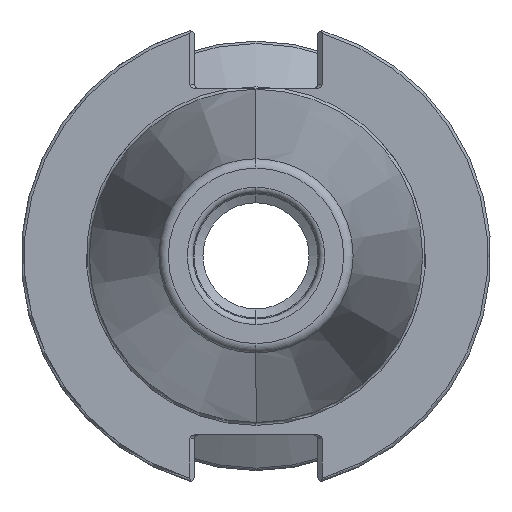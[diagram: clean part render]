
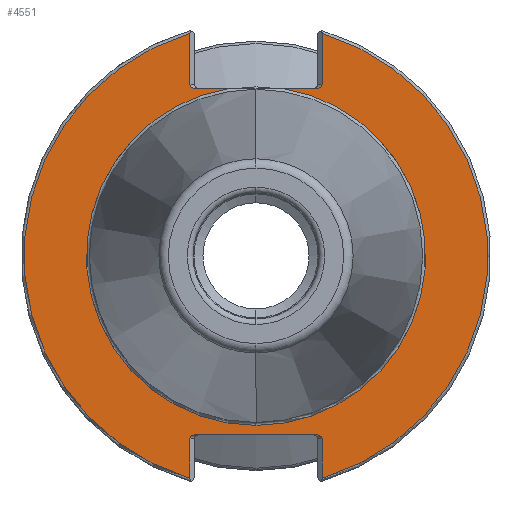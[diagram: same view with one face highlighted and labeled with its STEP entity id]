
A CAD part, left-side view. The second image highlights one B-rep face of the part: STEP entity #4551.
In plain terms, the highlighted planar face has unit normal (-1, 0, 0).
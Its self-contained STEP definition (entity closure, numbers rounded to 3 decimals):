
#80 = CARTESIAN_POINT ( 'NONE',  ( 3.175, -13.85, 35.431 ) ) ;
#160 = VERTEX_POINT ( 'NONE', #1320 ) ;
#165 = CARTESIAN_POINT ( 'NONE',  ( 3.175, -13.381, -37.5 ) ) ;
#188 = DIRECTION ( 'NONE',  ( -1., 0., 0. ) ) ;
#192 =( BOUNDED_CURVE ( )  B_SPLINE_CURVE ( 3, ( #3231, #165, #2378, #5398 ),
 .UNSPECIFIED., .F., .T. ) 
 B_SPLINE_CURVE_WITH_KNOTS ( ( 4, 4 ),
 ( 4.712, 6.283 ),
 .UNSPECIFIED. ) 
 CURVE ( )  GEOMETRIC_REPRESENTATION_ITEM ( )  RATIONAL_B_SPLINE_CURVE ( ( 1., 0.805, 0.805, 1. ) ) 
 REPRESENTATION_ITEM ( '' )  );
#346 = CARTESIAN_POINT ( 'NONE',  ( 3.175, 5.479, 35.1 ) ) ;
#356 = EDGE_CURVE ( 'NONE', #1233, #5397, #3498, .T. ) ;
#383 = ORIENTED_EDGE ( 'NONE', *, *, #3450, .T. ) ;
#460 = CARTESIAN_POINT ( 'NONE',  ( 3.175, -13.85, -49.212 ) ) ;
#479 = VECTOR ( 'NONE', #4769, 1000. ) ;
#502 = CARTESIAN_POINT ( 'NONE',  ( 3.175, 12.719, 35.1 ) ) ;
#547 = CARTESIAN_POINT ( 'NONE',  ( 3.175, -13.85, -38.3 ) ) ;
#584 = CARTESIAN_POINT ( 'NONE',  ( 3.175, 13.85, -38.3 ) ) ;
#591 = ORIENTED_EDGE ( 'NONE', *, *, #356, .T. ) ;
#625 = CARTESIAN_POINT ( 'NONE',  ( 3.175, 0., 0. ) ) ;
#713 = ORIENTED_EDGE ( 'NONE', *, *, #2027, .T. ) ;
#729 = VERTEX_POINT ( 'NONE', #3152 ) ;
#780 = ORIENTED_EDGE ( 'NONE', *, *, #4640, .F. ) ;
#804 = DIRECTION ( 'NONE',  ( 0., 0., -1. ) ) ;
#956 = LINE ( 'NONE', #5341, #2122 ) ;
#967 = VECTOR ( 'NONE', #2295, 1000. ) ;
#1000 =( BOUNDED_CURVE ( )  B_SPLINE_CURVE ( 3, ( #4878, #80, #1410, #4463 ),
 .UNSPECIFIED., .F., .F. ) 
 B_SPLINE_CURVE_WITH_KNOTS ( ( 4, 4 ),
 ( 3.142, 4.712 ),
 .UNSPECIFIED. ) 
 CURVE ( )  GEOMETRIC_REPRESENTATION_ITEM ( )  RATIONAL_B_SPLINE_CURVE ( ( 1., 0.805, 0.805, 1. ) ) 
 REPRESENTATION_ITEM ( '' )  );
#1049 = DIRECTION ( 'NONE',  ( 0., 0., 1. ) ) ;
#1090 = AXIS2_PLACEMENT_3D ( 'NONE', #2970, #3417, #804 ) ;
#1140 = VERTEX_POINT ( 'NONE', #2598 ) ;
#1233 = VERTEX_POINT ( 'NONE', #3488 ) ;
#1234 = LINE ( 'NONE', #1851, #967 ) ;
#1262 = ORIENTED_EDGE ( 'NONE', *, *, #4751, .T. ) ;
#1276 = CARTESIAN_POINT ( 'NONE',  ( 3.175, 12.719, -37.5 ) ) ;
#1319 =( BOUNDED_CURVE ( )  B_SPLINE_CURVE ( 3, ( #502, #3105, #4430, #1810 ),
 .UNSPECIFIED., .F., .F. ) 
 B_SPLINE_CURVE_WITH_KNOTS ( ( 4, 4 ),
 ( 4.712, 6.283 ),
 .UNSPECIFIED. ) 
 CURVE ( )  GEOMETRIC_REPRESENTATION_ITEM ( )  RATIONAL_B_SPLINE_CURVE ( ( 1., 0.805, 0.805, 1. ) ) 
 REPRESENTATION_ITEM ( '' )  );
#1320 = CARTESIAN_POINT ( 'NONE',  ( 3.175, 12.719, 35.1 ) ) ;
#1333 = CARTESIAN_POINT ( 'NONE',  ( 3.175, 13.85, 35.9 ) ) ;
#1369 = CARTESIAN_POINT ( 'NONE',  ( 3.175, -13.85, -37.5 ) ) ;
#1406 = DIRECTION ( 'NONE',  ( 0., 0., 1. ) ) ;
#1410 = CARTESIAN_POINT ( 'NONE',  ( 3.175, -13.381, 35.1 ) ) ;
#1465 = CARTESIAN_POINT ( 'NONE',  ( 3.175, 0., 0. ) ) ;
#1487 = ORIENTED_EDGE ( 'NONE', *, *, #3266, .T. ) ;
#1492 = VERTEX_POINT ( 'NONE', #584 ) ;
#1769 = LINE ( 'NONE', #5198, #479 ) ;
#1774 = ORIENTED_EDGE ( 'NONE', *, *, #4381, .F. ) ;
#1776 = VECTOR ( 'NONE', #2169, 1000. ) ;
#1806 = VERTEX_POINT ( 'NONE', #2666 ) ;
#1810 = CARTESIAN_POINT ( 'NONE',  ( 3.175, 13.85, 35.9 ) ) ;
#1851 = CARTESIAN_POINT ( 'NONE',  ( 3.175, 13.85, -49.212 ) ) ;
#1857 = CARTESIAN_POINT ( 'NONE',  ( 3.175, 13.85, -38.3 ) ) ;
#1993 = LINE ( 'NONE', #460, #5307 ) ;
#2027 = EDGE_CURVE ( 'NONE', #5397, #1492, #1234, .T. ) ;
#2029 = CARTESIAN_POINT ( 'NONE',  ( 3.175, 0., 0. ) ) ;
#2122 = VECTOR ( 'NONE', #2316, 1000. ) ;
#2129 = VECTOR ( 'NONE', #5591, 1000. ) ;
#2169 = DIRECTION ( 'NONE',  ( 0., 1., 0. ) ) ;
#2190 = FACE_OUTER_BOUND ( 'NONE', #4008, .T. ) ;
#2295 = DIRECTION ( 'NONE',  ( 0., 0., 1. ) ) ;
#2316 = DIRECTION ( 'NONE',  ( 0., 1., 0. ) ) ;
#2319 = CARTESIAN_POINT ( 'NONE',  ( 3.175, 12.719, -37.5 ) ) ;
#2378 = CARTESIAN_POINT ( 'NONE',  ( 3.175, -13.85, -37.831 ) ) ;
#2427 = ORIENTED_EDGE ( 'NONE', *, *, #3015, .F. ) ;
#2450 = AXIS2_PLACEMENT_3D ( 'NONE', #1465, #4006, #1406 ) ;
#2469 = CARTESIAN_POINT ( 'NONE',  ( 3.175, 13.85, -46.598 ) ) ;
#2478 = DIRECTION ( 'NONE',  ( 0., 0., 1. ) ) ;
#2500 = VERTEX_POINT ( 'NONE', #547 ) ;
#2598 = CARTESIAN_POINT ( 'NONE',  ( 3.175, -12.719, 35.1 ) ) ;
#2665 = VERTEX_POINT ( 'NONE', #4110 ) ;
#2666 = CARTESIAN_POINT ( 'NONE',  ( 3.175, -13.85, 35.9 ) ) ;
#2779 = VERTEX_POINT ( 'NONE', #5074 ) ;
#2796 = ORIENTED_EDGE ( 'NONE', *, *, #4199, .T. ) ;
#2907 = EDGE_CURVE ( 'NONE', #4855, #2779, #3150, .T. ) ;
#2932 = LINE ( 'NONE', #3334, #1776 ) ;
#2970 = CARTESIAN_POINT ( 'NONE',  ( 3.175, 35.525, 0. ) ) ;
#3015 = EDGE_CURVE ( 'NONE', #729, #2665, #4789, .T. ) ;
#3070 = DIRECTION ( 'NONE',  ( 0., 0., 1. ) ) ;
#3105 = CARTESIAN_POINT ( 'NONE',  ( 3.175, 13.381, 35.1 ) ) ;
#3150 = CIRCLE ( 'NONE', #2450, 48.612 ) ;
#3152 = CARTESIAN_POINT ( 'NONE',  ( 3.175, 0., -35.525 ) ) ;
#3231 = CARTESIAN_POINT ( 'NONE',  ( 3.175, -12.719, -37.5 ) ) ;
#3249 = CARTESIAN_POINT ( 'NONE',  ( 3.175, 0., 0. ) ) ;
#3266 = EDGE_CURVE ( 'NONE', #5575, #3738, #4378, .T. ) ;
#3283 = LINE ( 'NONE', #4741, #2129 ) ;
#3334 = CARTESIAN_POINT ( 'NONE',  ( 3.175, 35.525, 35.1 ) ) ;
#3376 = EDGE_CURVE ( 'NONE', #1492, #5575, #4152, .T. ) ;
#3417 = DIRECTION ( 'NONE',  ( 1., 0., 0. ) ) ;
#3450 = EDGE_CURVE ( 'NONE', #3738, #2500, #192, .T. ) ;
#3488 = CARTESIAN_POINT ( 'NONE',  ( 3.175, 13.85, 46.598 ) ) ;
#3498 = CIRCLE ( 'NONE', #5279, 48.612 ) ;
#3528 = EDGE_CURVE ( 'NONE', #1806, #2779, #3283, .T. ) ;
#3600 = CARTESIAN_POINT ( 'NONE',  ( 3.175, 13.85, -37.831 ) ) ;
#3622 = EDGE_CURVE ( 'NONE', #4855, #2500, #1993, .T. ) ;
#3632 = VERTEX_POINT ( 'NONE', #1333 ) ;
#3660 = DIRECTION ( 'NONE',  ( -1., 0., 0. ) ) ;
#3669 = CARTESIAN_POINT ( 'NONE',  ( 3.175, -13.85, -46.598 ) ) ;
#3710 = EDGE_CURVE ( 'NONE', #1806, #1140, #1000, .T. ) ;
#3738 = VERTEX_POINT ( 'NONE', #5337 ) ;
#3830 = AXIS2_PLACEMENT_3D ( 'NONE', #2029, #5068, #2478 ) ;
#3947 = ORIENTED_EDGE ( 'NONE', *, *, #2907, .T. ) ;
#3960 = ORIENTED_EDGE ( 'NONE', *, *, #3972, .T. ) ;
#3972 = EDGE_CURVE ( 'NONE', #5488, #160, #2932, .T. ) ;
#4006 = DIRECTION ( 'NONE',  ( -1., 0., 0. ) ) ;
#4008 = EDGE_LOOP ( 'NONE', ( #713, #5218, #1487, #383, #4354, #3947, #4099, #4499, #2796, #2427, #1774, #3960, #1262, #780, #591 ) ) ;
#4099 = ORIENTED_EDGE ( 'NONE', *, *, #3528, .F. ) ;
#4110 = CARTESIAN_POINT ( 'NONE',  ( 3.175, -5.479, 35.1 ) ) ;
#4152 =( BOUNDED_CURVE ( )  B_SPLINE_CURVE ( 3, ( #1857, #3600, #4918, #2319 ),
 .UNSPECIFIED., .F., .F. ) 
 B_SPLINE_CURVE_WITH_KNOTS ( ( 4, 4 ),
 ( 3.142, 4.712 ),
 .UNSPECIFIED. ) 
 CURVE ( )  GEOMETRIC_REPRESENTATION_ITEM ( )  RATIONAL_B_SPLINE_CURVE ( ( 1., 0.805, 0.805, 1. ) ) 
 REPRESENTATION_ITEM ( '' )  );
#4199 = EDGE_CURVE ( 'NONE', #1140, #2665, #956, .T. ) ;
#4354 = ORIENTED_EDGE ( 'NONE', *, *, #3622, .F. ) ;
#4378 = LINE ( 'NONE', #1369, #5250 ) ;
#4381 = EDGE_CURVE ( 'NONE', #5488, #729, #5172, .T. ) ;
#4417 = DIRECTION ( 'NONE',  ( 0., -1., 0. ) ) ;
#4430 = CARTESIAN_POINT ( 'NONE',  ( 3.175, 13.85, 35.431 ) ) ;
#4463 = CARTESIAN_POINT ( 'NONE',  ( 3.175, -12.719, 35.1 ) ) ;
#4499 = ORIENTED_EDGE ( 'NONE', *, *, #3710, .T. ) ;
#4551 = ADVANCED_FACE ( 'NONE', ( #2190 ), #5570, .F. ) ;
#4640 = EDGE_CURVE ( 'NONE', #1233, #3632, #1769, .T. ) ;
#4741 = CARTESIAN_POINT ( 'NONE',  ( 3.175, -13.85, 0. ) ) ;
#4751 = EDGE_CURVE ( 'NONE', #160, #3632, #1319, .T. ) ;
#4769 = DIRECTION ( 'NONE',  ( 0., 0., -1. ) ) ;
#4789 = CIRCLE ( 'NONE', #5066, 35.525 ) ;
#4855 = VERTEX_POINT ( 'NONE', #3669 ) ;
#4878 = CARTESIAN_POINT ( 'NONE',  ( 3.175, -13.85, 35.9 ) ) ;
#4918 = CARTESIAN_POINT ( 'NONE',  ( 3.175, 13.381, -37.5 ) ) ;
#5066 = AXIS2_PLACEMENT_3D ( 'NONE', #625, #3660, #1049 ) ;
#5068 = DIRECTION ( 'NONE',  ( -1., 0., 0. ) ) ;
#5074 = CARTESIAN_POINT ( 'NONE',  ( 3.175, -13.85, 46.598 ) ) ;
#5172 = CIRCLE ( 'NONE', #3830, 35.525 ) ;
#5198 = CARTESIAN_POINT ( 'NONE',  ( 3.175, 13.85, 0. ) ) ;
#5218 = ORIENTED_EDGE ( 'NONE', *, *, #3376, .T. ) ;
#5250 = VECTOR ( 'NONE', #4417, 1000. ) ;
#5279 = AXIS2_PLACEMENT_3D ( 'NONE', #3249, #188, #5399 ) ;
#5307 = VECTOR ( 'NONE', #3070, 1000. ) ;
#5337 = CARTESIAN_POINT ( 'NONE',  ( 3.175, -12.719, -37.5 ) ) ;
#5341 = CARTESIAN_POINT ( 'NONE',  ( 3.175, 35.525, 35.1 ) ) ;
#5397 = VERTEX_POINT ( 'NONE', #2469 ) ;
#5398 = CARTESIAN_POINT ( 'NONE',  ( 3.175, -13.85, -38.3 ) ) ;
#5399 = DIRECTION ( 'NONE',  ( 0., 0., 1. ) ) ;
#5488 = VERTEX_POINT ( 'NONE', #346 ) ;
#5570 = PLANE ( 'NONE',  #1090 ) ;
#5575 = VERTEX_POINT ( 'NONE', #1276 ) ;
#5591 = DIRECTION ( 'NONE',  ( 0., 0., 1. ) ) ;
